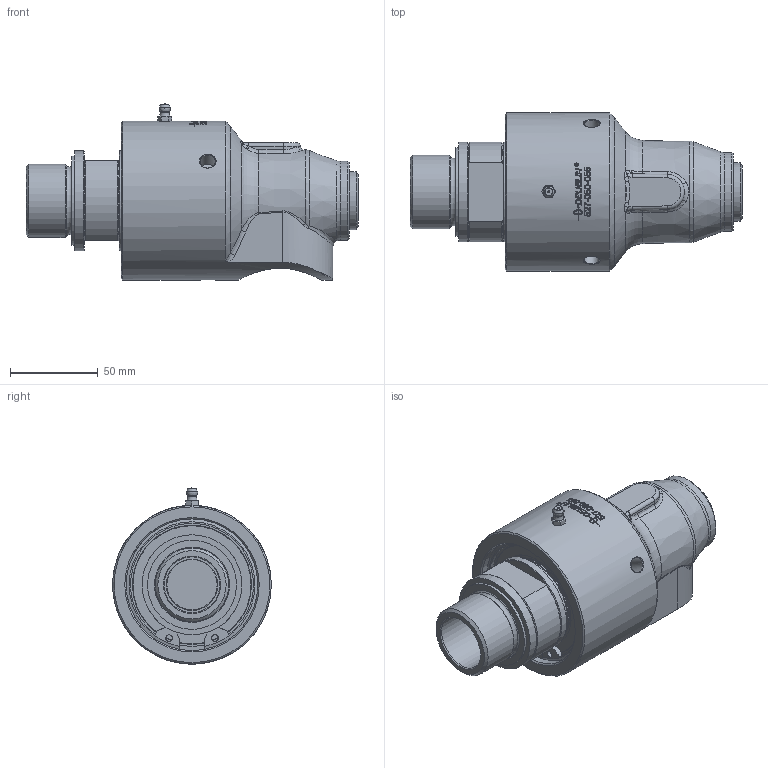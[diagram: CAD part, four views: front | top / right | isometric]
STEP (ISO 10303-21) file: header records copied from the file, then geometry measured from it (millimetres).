
FILE_DESCRIPTION((''),'2;1');
FILE_NAME('525-000-055-IC.stp','2014-12-05T09:27:14',('mvelte'),(''),'Autodesk Inventor 2013','Autodesk Inventor 2013','');
FILE_SCHEMA(('AUTOMOTIVE_DESIGN { 1 0 10303 214 1 1 1 1 }'));
Length unit declared in the file: millimetre
Products named in the file (1): 525-000-055-IC
Bounding box: 189.36 x 90.49 x 100.49 mm (x, y, z)
Volume: 555837.5 mm3; surface area: 80037.6 mm2
Topology: 1 solids, 6 shells, 536 faces, 1385 edges, 904 vertices
Faces by surface type: bspline 272, plane 139, cylinder 76, cone 30, torus 17, sphere 2
Full cylindrical faces by diameter (mm): 3 x1, 3.12 x2, 3.72 x2, 5.359 x1, 8.6 x3, 29.3 x1, 31.8 x1, 38.1 x1, 41.91 x1, 42.9 x1, 44.3 x1, 45 x1, 47.6 x1, 50.05 x1, 50.8 x1, 55.4 x1, 57 x2, 67.4 x1, 67.8 x1, 75.08 x1, 80.5 x1, 80.8 x1, 90.5 x1
Entity records: 60512 total; most frequent: CARTESIAN_POINT 49515, ORIENTED_EDGE 2588, DIRECTION 1398, EDGE_CURVE 1294, VERTEX_POINT 873, EDGE_LOOP 653, B_SPLINE_CURVE_WITH_KNOTS 632, FACE_OUTER_BOUND 536
